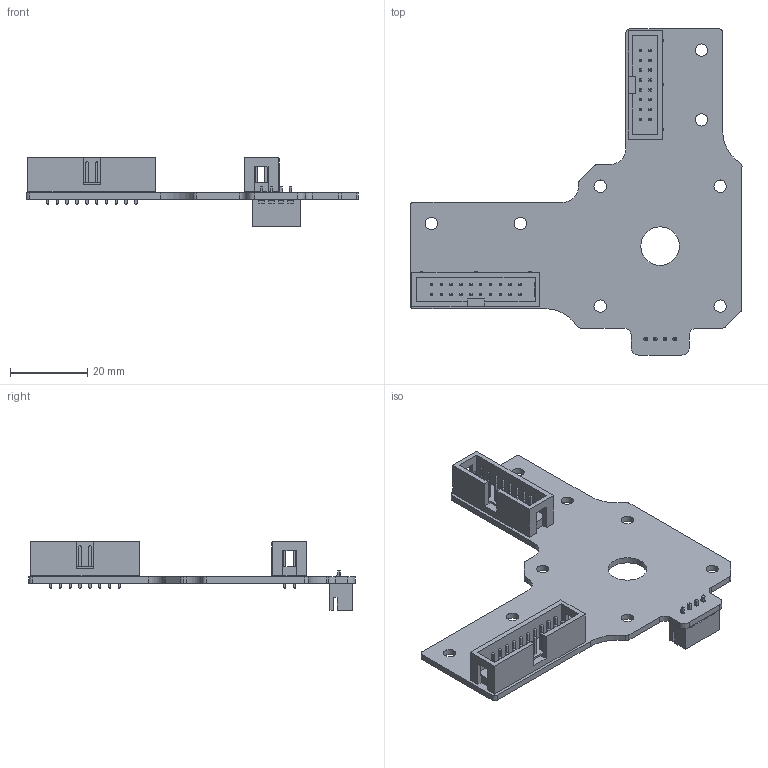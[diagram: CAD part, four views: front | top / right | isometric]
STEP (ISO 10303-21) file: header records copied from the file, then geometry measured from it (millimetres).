
FILE_DESCRIPTION(('KiCad electronic assembly'),'2;1');
FILE_NAME('gantry_x_motor_breakout.step','2020-01-27T11:36:04',( 'An Author'),('A Company'),'Open CASCADE STEP processor 6.9', 'KiCad to STEP converter','Unknown');
FILE_SCHEMA(('AUTOMOTIVE_DESIGN { 1 0 10303 214 1 1 1 1 }'));
Length unit declared in the file: millimetre
Products named in the file (8): Open CASCADE STEP translator 6.9 1; IDC-Header_2x10_P2.54mm_Vertical; SOLID; IDC-Header_2x08_P2.54mm_Vertical; JST_XH_B4B-XH-A_1x04_P2.50mm_Vertical; COMPOUND
Assembly tree (7 placements, depth 3):
  Open CASCADE STEP translator 6.9 1
    IDC-Header_2x10_P2.54mm_Vertical
      SOLID
    IDC-Header_2x08_P2.54mm_Vertical
      SOLID
    JST_XH_B4B-XH-A_1x04_P2.50mm_Vertical
      SOLID
    COMPOUND
Bounding box: 85.8 x 84.3 x 17.8 mm (x, y, z)
Volume: 8727.2 mm3; surface area: 13157.7 mm2
Topology: 4 solids, 4 shells, 958 faces, 2296 edges, 1430 vertices
Faces by surface type: plane 869, cylinder 89
Full cylindrical faces by diameter (mm): 0.95 x4, 1 x12, 1.016 x36, 3.2 x8, 10 x1
Entity records: 63781 total; most frequent: CARTESIAN_POINT 10244, DIRECTION 8850, LINE 6508, VECTOR 6508, ORIENTED_EDGE 4592, PCURVE 4592, DEFINITIONAL_REPRESENTATION 4592, EDGE_CURVE 2296
